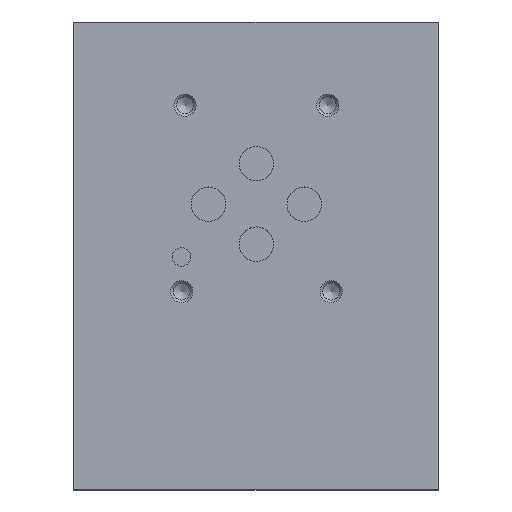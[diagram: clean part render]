
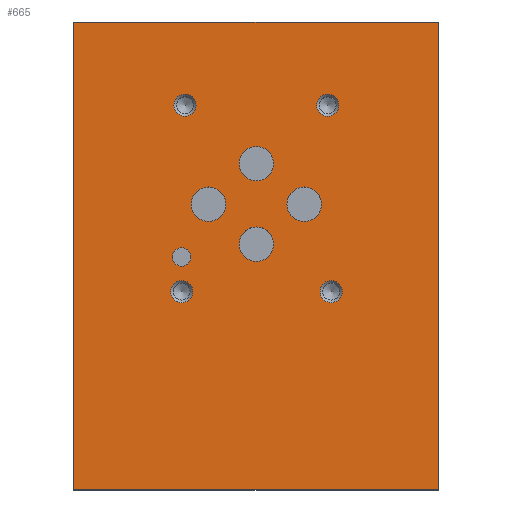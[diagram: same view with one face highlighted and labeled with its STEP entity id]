
A CAD part, top view. The second image highlights one B-rep face of the part: STEP entity #665.
In plain terms, the highlighted planar face has unit normal (0, 0, 1).
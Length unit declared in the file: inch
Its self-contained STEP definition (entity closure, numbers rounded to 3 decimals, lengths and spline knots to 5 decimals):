
#665 = ADVANCED_FACE( '', ( #1426, #1427, #1428, #1429, #1430, #1431, #1432, #1433, #1434, #1435 ), #1436, .F. );
#1426 = FACE_BOUND( '', #2229, .T. );
#1427 = FACE_BOUND( '', #2230, .T. );
#1428 = FACE_BOUND( '', #2231, .T. );
#1429 = FACE_BOUND( '', #2232, .T. );
#1430 = FACE_BOUND( '', #2233, .T. );
#1431 = FACE_BOUND( '', #2234, .T. );
#1432 = FACE_BOUND( '', #2235, .T. );
#1433 = FACE_BOUND( '', #2236, .T. );
#1434 = FACE_BOUND( '', #2237, .T. );
#1435 = FACE_OUTER_BOUND( '', #2238, .T. );
#1436 = PLANE( '', #2239 );
#2229 = EDGE_LOOP( '', ( #4120 ) );
#2230 = EDGE_LOOP( '', ( #4121 ) );
#2231 = EDGE_LOOP( '', ( #4122 ) );
#2232 = EDGE_LOOP( '', ( #4123 ) );
#2233 = EDGE_LOOP( '', ( #4124 ) );
#2234 = EDGE_LOOP( '', ( #4125 ) );
#2235 = EDGE_LOOP( '', ( #4126 ) );
#2236 = EDGE_LOOP( '', ( #4127 ) );
#2237 = EDGE_LOOP( '', ( #4128 ) );
#2238 = EDGE_LOOP( '', ( #4129, #4130, #4131, #4132 ) );
#2239 = AXIS2_PLACEMENT_3D( '', #4133, #4134, #4135 );
#4120 = ORIENTED_EDGE( '', *, *, #4539, .F. );
#4121 = ORIENTED_EDGE( '', *, *, #4882, .F. );
#4122 = ORIENTED_EDGE( '', *, *, #4549, .F. );
#4123 = ORIENTED_EDGE( '', *, *, #4561, .F. );
#4124 = ORIENTED_EDGE( '', *, *, #5151, .F. );
#4125 = ORIENTED_EDGE( '', *, *, #5138, .F. );
#4126 = ORIENTED_EDGE( '', *, *, #5070, .F. );
#4127 = ORIENTED_EDGE( '', *, *, #5084, .F. );
#4128 = ORIENTED_EDGE( '', *, *, #5044, .F. );
#4129 = ORIENTED_EDGE( '', *, *, #4537, .T. );
#4130 = ORIENTED_EDGE( '', *, *, #4880, .F. );
#4131 = ORIENTED_EDGE( '', *, *, #4803, .F. );
#4132 = ORIENTED_EDGE( '', *, *, #5143, .T. );
#4133 = CARTESIAN_POINT( '', ( 3.125, 4., 4. ) );
#4134 = DIRECTION( '', ( 0., 0., -1. ) );
#4135 = DIRECTION( '', ( -1., 0., 0. ) );
#4537 = EDGE_CURVE( '', #5428, #5432, #5434, .T. );
#4539 = EDGE_CURVE( '', #5436, #5436, #5437, .T. );
#4549 = EDGE_CURVE( '', #5453, #5453, #5454, .T. );
#4561 = EDGE_CURVE( '', #5473, #5473, #5474, .T. );
#4803 = EDGE_CURVE( '', #5858, #5860, #5861, .T. );
#4880 = EDGE_CURVE( '', #5860, #5432, #5984, .T. );
#4882 = EDGE_CURVE( '', #5986, #5986, #5987, .T. );
#5044 = EDGE_CURVE( '', #6194, #6194, #6195, .T. );
#5070 = EDGE_CURVE( '', #6225, #6225, #6226, .T. );
#5084 = EDGE_CURVE( '', #6241, #6241, #6242, .T. );
#5138 = EDGE_CURVE( '', #6299, #6299, #6300, .T. );
#5143 = EDGE_CURVE( '', #5858, #5428, #6305, .T. );
#5151 = EDGE_CURVE( '', #6313, #6313, #6314, .T. );
#5428 = VERTEX_POINT( '', #6672 );
#5432 = VERTEX_POINT( '', #6678 );
#5434 = LINE( '', #6681, #6682 );
#5436 = VERTEX_POINT( '', #6684 );
#5437 = CIRCLE( '', #6685, 0.095 );
#5453 = VERTEX_POINT( '', #6705 );
#5454 = CIRCLE( '', #6706, 0.095 );
#5473 = VERTEX_POINT( '', #6731 );
#5474 = CIRCLE( '', #6732, 0.095 );
#5858 = VERTEX_POINT( '', #7257 );
#5860 = VERTEX_POINT( '', #7260 );
#5861 = LINE( '', #7261, #7262 );
#5984 = LINE( '', #7437, #7438 );
#5986 = VERTEX_POINT( '', #7440 );
#5987 = CIRCLE( '', #7441, 0.095 );
#6194 = VERTEX_POINT( '', #7730 );
#6195 = CIRCLE( '', #7731, 0.1475 );
#6225 = VERTEX_POINT( '', #7771 );
#6226 = CIRCLE( '', #7772, 0.1475 );
#6241 = VERTEX_POINT( '', #7790 );
#6242 = CIRCLE( '', #7791, 0.1475 );
#6299 = VERTEX_POINT( '', #7860 );
#6300 = CIRCLE( '', #7861, 0.1475 );
#6305 = LINE( '', #7866, #7867 );
#6313 = VERTEX_POINT( '', #7875 );
#6314 = CIRCLE( '', #7876, 0.079 );
#6672 = CARTESIAN_POINT( '', ( 0., 4., 4. ) );
#6678 = CARTESIAN_POINT( '', ( 0., 0., 4. ) );
#6681 = CARTESIAN_POINT( '', ( 0., 4., 4. ) );
#6682 = VECTOR( '', #8087, 39.37008 );
#6684 = CARTESIAN_POINT( '', ( 1.05, 3.287, 4. ) );
#6685 = AXIS2_PLACEMENT_3D( '', #8088, #8089, #8090 );
#6705 = CARTESIAN_POINT( '', ( 2.301, 1.692, 4. ) );
#6706 = AXIS2_PLACEMENT_3D( '', #8101, #8102, #8103 );
#6731 = CARTESIAN_POINT( '', ( 2.271, 3.287, 4. ) );
#6732 = AXIS2_PLACEMENT_3D( '', #8119, #8120, #8121 );
#7257 = CARTESIAN_POINT( '', ( 3.125, 4., 4. ) );
#7260 = CARTESIAN_POINT( '', ( 3.125, 0., 4. ) );
#7261 = CARTESIAN_POINT( '', ( 3.125, 4., 4. ) );
#7262 = VECTOR( '', #8396, 39.37008 );
#7437 = CARTESIAN_POINT( '', ( 3.125, 0., 4. ) );
#7438 = VECTOR( '', #8509, 39.37008 );
#7440 = CARTESIAN_POINT( '', ( 1.021, 1.692, 4. ) );
#7441 = AXIS2_PLACEMENT_3D( '', #8510, #8511, #8512 );
#7730 = CARTESIAN_POINT( '', ( 1.3035, 2.44, 4. ) );
#7731 = AXIS2_PLACEMENT_3D( '', #8655, #8656, #8657 );
#7771 = CARTESIAN_POINT( '', ( 1.7135, 2.787, 4. ) );
#7772 = AXIS2_PLACEMENT_3D( '', #8674, #8675, #8676 );
#7790 = CARTESIAN_POINT( '', ( 2.1225, 2.44, 4. ) );
#7791 = AXIS2_PLACEMENT_3D( '', #8683, #8684, #8685 );
#7860 = CARTESIAN_POINT( '', ( 1.7135, 2.098, 4. ) );
#7861 = AXIS2_PLACEMENT_3D( '', #8722, #8723, #8724 );
#7866 = CARTESIAN_POINT( '', ( 3.125, 4., 4. ) );
#7867 = VECTOR( '', #8725, 39.37008 );
#7875 = CARTESIAN_POINT( '', ( 1.005, 1.988, 4. ) );
#7876 = AXIS2_PLACEMENT_3D( '', #8729, #8730, #8731 );
#8087 = DIRECTION( '', ( 0., -1., 0. ) );
#8088 = CARTESIAN_POINT( '', ( 0.955, 3.287, 4. ) );
#8089 = DIRECTION( '', ( 0., 0., 1. ) );
#8090 = DIRECTION( '', ( 1., 0., 0. ) );
#8101 = CARTESIAN_POINT( '', ( 2.206, 1.692, 4. ) );
#8102 = DIRECTION( '', ( 0., 0., 1. ) );
#8103 = DIRECTION( '', ( 1., 0., 0. ) );
#8119 = CARTESIAN_POINT( '', ( 2.176, 3.287, 4. ) );
#8120 = DIRECTION( '', ( 0., 0., 1. ) );
#8121 = DIRECTION( '', ( 1., 0., 0. ) );
#8396 = DIRECTION( '', ( 0., -1., 0. ) );
#8509 = DIRECTION( '', ( -1., 0., 0. ) );
#8510 = CARTESIAN_POINT( '', ( 0.926, 1.692, 4. ) );
#8511 = DIRECTION( '', ( 0., 0., 1. ) );
#8512 = DIRECTION( '', ( 1., 0., 0. ) );
#8655 = CARTESIAN_POINT( '', ( 1.156, 2.44, 4. ) );
#8656 = DIRECTION( '', ( 0., 0., 1. ) );
#8657 = DIRECTION( '', ( 1., 0., 0. ) );
#8674 = CARTESIAN_POINT( '', ( 1.566, 2.787, 4. ) );
#8675 = DIRECTION( '', ( 0., 0., 1. ) );
#8676 = DIRECTION( '', ( 1., 0., 0. ) );
#8683 = CARTESIAN_POINT( '', ( 1.975, 2.44, 4. ) );
#8684 = DIRECTION( '', ( 0., 0., 1. ) );
#8685 = DIRECTION( '', ( 1., 0., 0. ) );
#8722 = CARTESIAN_POINT( '', ( 1.566, 2.098, 4. ) );
#8723 = DIRECTION( '', ( 0., 0., 1. ) );
#8724 = DIRECTION( '', ( 1., 0., 0. ) );
#8725 = DIRECTION( '', ( -1., 0., 0. ) );
#8729 = CARTESIAN_POINT( '', ( 0.926, 1.988, 4. ) );
#8730 = DIRECTION( '', ( 0., 0., 1. ) );
#8731 = DIRECTION( '', ( 1., 0., 0. ) );
